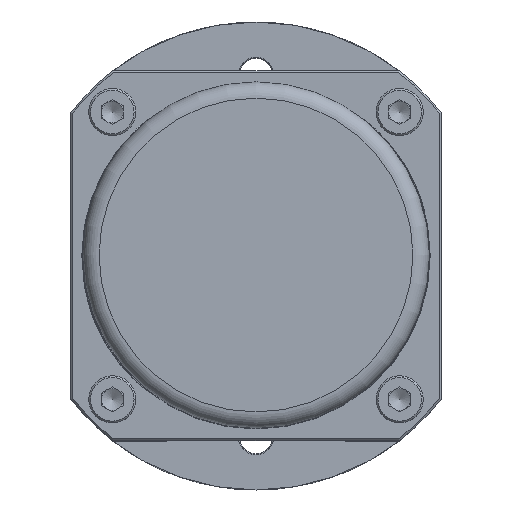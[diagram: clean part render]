
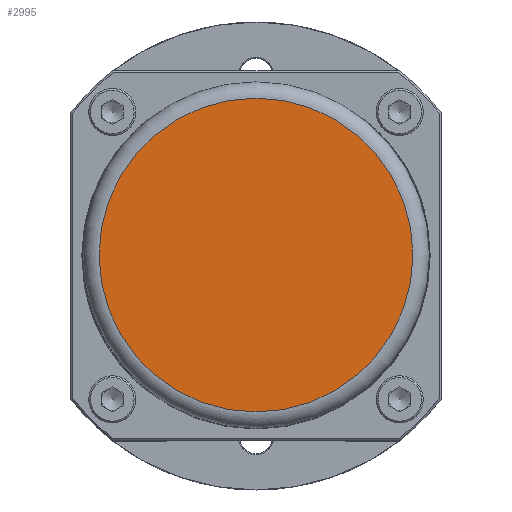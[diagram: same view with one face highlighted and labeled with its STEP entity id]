
A CAD part, top view. The second image highlights one B-rep face of the part: STEP entity #2995.
In plain terms, the highlighted planar face has unit normal (0, 0, 1).
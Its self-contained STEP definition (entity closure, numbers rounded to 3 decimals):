
#390=FACE_OUTER_BOUND('',#4121,.T.);
#2995=ADVANCED_FACE('',(#390),#3579,.T.);
#3579=PLANE('',#10375);
#4121=EDGE_LOOP('',(#4877));
#4877=ORIENTED_EDGE('',*,*,#8661,.T.);
#7692=VERTEX_POINT('',#13968);
#8661=EDGE_CURVE('',#7692,#7692,#10076,.T.);
#10076=CIRCLE('',#10372,43.25);
#10372=AXIS2_PLACEMENT_3D('',#13967,#11296,#11297);
#10375=AXIS2_PLACEMENT_3D('',#13972,#11302,#11303);
#11296=DIRECTION('',(0.,0.,1.));
#11297=DIRECTION('',(1.,0.,0.));
#11302=DIRECTION('',(0.,0.,1.));
#11303=DIRECTION('',(-1.,0.,0.));
#13967=CARTESIAN_POINT('',(0.,0.,
160.));
#13968=CARTESIAN_POINT('',(43.25,0.,160.));
#13972=CARTESIAN_POINT('',(0.,0.,
160.));
